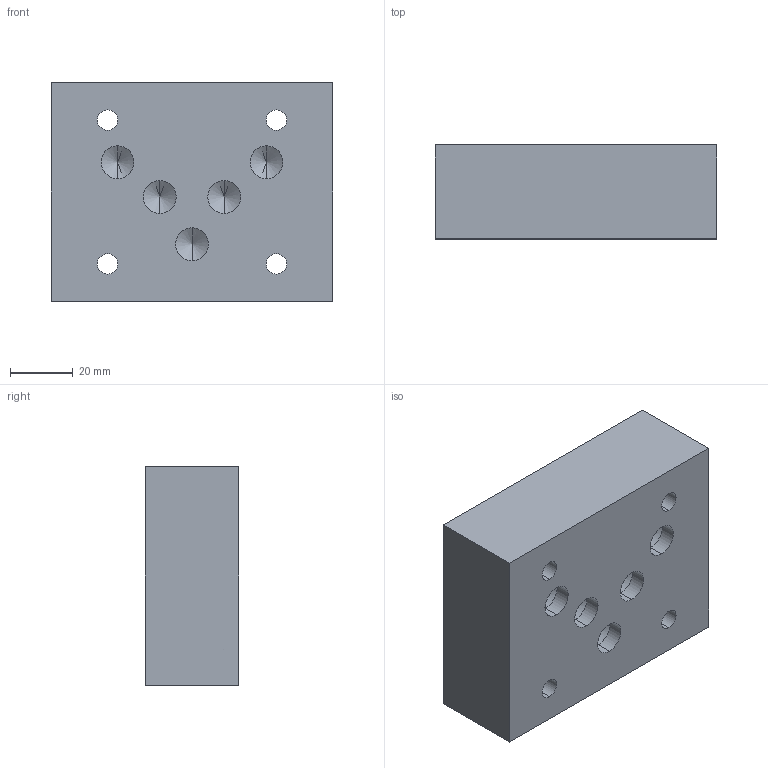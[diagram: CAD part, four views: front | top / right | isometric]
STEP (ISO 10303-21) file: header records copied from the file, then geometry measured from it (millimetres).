
FILE_DESCRIPTION((''),'2;1');
FILE_NAME('MR-P-5_2','2007-04-12T',('be-bs'),(''),'PRO/ENGINEER BY PARAMETRIC TECHNOLOGY CORPORATION, 2006010','PRO/ENGINEER BY PARAMETRIC TECHNOLOGY CORPORATION, 2006010','');
FILE_SCHEMA(('CONFIG_CONTROL_DESIGN'));
Length unit declared in the file: millimetre
Products named in the file (1): MR-P-5_2
Bounding box: 90 x 30 x 70 mm (x, y, z)
Volume: 176879.3 mm3; surface area: 27641.3 mm2
Topology: 1 solids, 2 shells, 227 faces, 601 edges, 384 vertices
Faces by surface type: plane 163, cylinder 44, cone 20
Entity records: 6863 total; most frequent: CARTESIAN_POINT 1193, ORIENTED_EDGE 1158, DIRECTION 1125, EDGE_CURVE 581, VECTOR 493, LINE 493, VERTEX_POINT 384, AXIS2_PLACEMENT_3D 316
